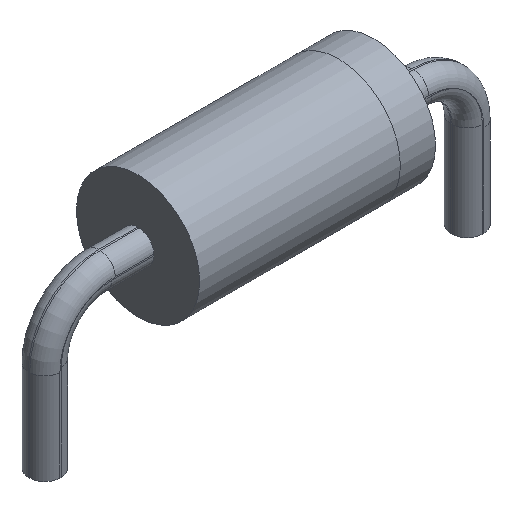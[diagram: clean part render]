
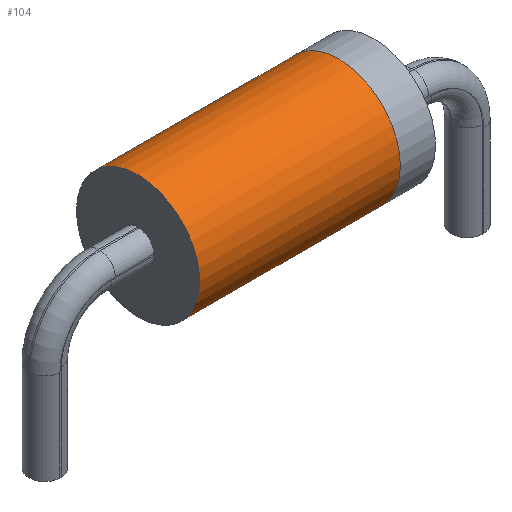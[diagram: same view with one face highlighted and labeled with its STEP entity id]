
A CAD part, isometric view. The second image highlights one B-rep face of the part: STEP entity #104.
In plain terms, the highlighted cylindrical face has radius 1.75 mm (diameter 3.5 mm), a full revolution.
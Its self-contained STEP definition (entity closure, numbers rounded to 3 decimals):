
#22 = VERTEX_POINT('',#23);
#23 = CARTESIAN_POINT('',(2.35,1.75,0.));
#32 = CYLINDRICAL_SURFACE('',#33,1.75);
#33 = AXIS2_PLACEMENT_3D('',#34,#35,#36);
#34 = CARTESIAN_POINT('',(2.35,0.,0.));
#35 = DIRECTION('',(-1.,0.,0.));
#36 = DIRECTION('',(0.,1.,0.));
#79 = EDGE_CURVE('',#22,#22,#80,.T.);
#80 = SURFACE_CURVE('',#81,(#86,#93),.PCURVE_S1.);
#81 = CIRCLE('',#82,1.75);
#82 = AXIS2_PLACEMENT_3D('',#83,#84,#85);
#83 = CARTESIAN_POINT('',(2.35,0.,0.));
#84 = DIRECTION('',(1.,0.,0.));
#85 = DIRECTION('',(0.,1.,0.));
#86 = PCURVE('',#32,#87);
#87 = DEFINITIONAL_REPRESENTATION('',(#88),#92);
#88 = LINE('',#89,#90);
#89 = CARTESIAN_POINT('',(-0.,0.));
#90 = VECTOR('',#91,1.);
#91 = DIRECTION('',(-1.,0.));
#92 = ( GEOMETRIC_REPRESENTATION_CONTEXT(2) 
PARAMETRIC_REPRESENTATION_CONTEXT() REPRESENTATION_CONTEXT('2D SPACE',''
  ) );
#93 = PCURVE('',#94,#99);
#94 = CYLINDRICAL_SURFACE('',#95,1.75);
#95 = AXIS2_PLACEMENT_3D('',#96,#97,#98);
#96 = CARTESIAN_POINT('',(-3.35,0.,0.));
#97 = DIRECTION('',(-1.,0.,0.));
#98 = DIRECTION('',(0.,1.,0.));
#99 = DEFINITIONAL_REPRESENTATION('',(#100),#103);
#100 = B_SPLINE_CURVE_WITH_KNOTS('',1,(#101,#102),.UNSPECIFIED.,.F.,.F.,
  (2,2),(0.,6.283),.PIECEWISE_BEZIER_KNOTS.);
#101 = CARTESIAN_POINT('',(0.,-5.7));
#102 = CARTESIAN_POINT('',(-6.283,-5.7));
#103 = ( GEOMETRIC_REPRESENTATION_CONTEXT(2) 
PARAMETRIC_REPRESENTATION_CONTEXT() REPRESENTATION_CONTEXT('2D SPACE',''
  ) );
#104 = ADVANCED_FACE('',(#105),#94,.T.);
#105 = FACE_BOUND('',#106,.F.);
#106 = EDGE_LOOP('',(#107,#130,#131,#132));
#107 = ORIENTED_EDGE('',*,*,#108,.T.);
#108 = EDGE_CURVE('',#109,#22,#111,.T.);
#109 = VERTEX_POINT('',#110);
#110 = CARTESIAN_POINT('',(-3.35,1.75,0.));
#111 = SEAM_CURVE('',#112,(#116,#123),.PCURVE_S1.);
#112 = LINE('',#113,#114);
#113 = CARTESIAN_POINT('',(-3.35,1.75,0.));
#114 = VECTOR('',#115,1.);
#115 = DIRECTION('',(1.,0.,0.));
#116 = PCURVE('',#94,#117);
#117 = DEFINITIONAL_REPRESENTATION('',(#118),#122);
#118 = LINE('',#119,#120);
#119 = CARTESIAN_POINT('',(-0.,0.));
#120 = VECTOR('',#121,1.);
#121 = DIRECTION('',(-0.,-1.));
#122 = ( GEOMETRIC_REPRESENTATION_CONTEXT(2) 
PARAMETRIC_REPRESENTATION_CONTEXT() REPRESENTATION_CONTEXT('2D SPACE',''
  ) );
#123 = PCURVE('',#94,#124);
#124 = DEFINITIONAL_REPRESENTATION('',(#125),#129);
#125 = LINE('',#126,#127);
#126 = CARTESIAN_POINT('',(-6.283,0.));
#127 = VECTOR('',#128,1.);
#128 = DIRECTION('',(-0.,-1.));
#129 = ( GEOMETRIC_REPRESENTATION_CONTEXT(2) 
PARAMETRIC_REPRESENTATION_CONTEXT() REPRESENTATION_CONTEXT('2D SPACE',''
  ) );
#130 = ORIENTED_EDGE('',*,*,#79,.T.);
#131 = ORIENTED_EDGE('',*,*,#108,.F.);
#132 = ORIENTED_EDGE('',*,*,#133,.F.);
#133 = EDGE_CURVE('',#109,#109,#134,.T.);
#134 = SURFACE_CURVE('',#135,(#140,#147),.PCURVE_S1.);
#135 = CIRCLE('',#136,1.75);
#136 = AXIS2_PLACEMENT_3D('',#137,#138,#139);
#137 = CARTESIAN_POINT('',(-3.35,0.,0.));
#138 = DIRECTION('',(1.,0.,0.));
#139 = DIRECTION('',(0.,1.,0.));
#140 = PCURVE('',#94,#141);
#141 = DEFINITIONAL_REPRESENTATION('',(#142),#146);
#142 = LINE('',#143,#144);
#143 = CARTESIAN_POINT('',(-0.,0.));
#144 = VECTOR('',#145,1.);
#145 = DIRECTION('',(-1.,0.));
#146 = ( GEOMETRIC_REPRESENTATION_CONTEXT(2) 
PARAMETRIC_REPRESENTATION_CONTEXT() REPRESENTATION_CONTEXT('2D SPACE',''
  ) );
#147 = PCURVE('',#148,#153);
#148 = PLANE('',#149);
#149 = AXIS2_PLACEMENT_3D('',#150,#151,#152);
#150 = CARTESIAN_POINT('',(-3.35,0.,0.)
  );
#151 = DIRECTION('',(1.,0.,0.));
#152 = DIRECTION('',(0.,0.,1.));
#153 = DEFINITIONAL_REPRESENTATION('',(#154),#158);
#154 = CIRCLE('',#155,1.75);
#155 = AXIS2_PLACEMENT_2D('',#156,#157);
#156 = CARTESIAN_POINT('',(0.,0.));
#157 = DIRECTION('',(0.,-1.));
#158 = ( GEOMETRIC_REPRESENTATION_CONTEXT(2) 
PARAMETRIC_REPRESENTATION_CONTEXT() REPRESENTATION_CONTEXT('2D SPACE',''
  ) );
